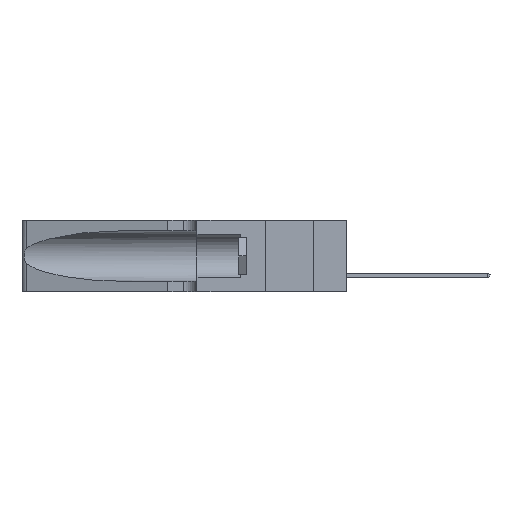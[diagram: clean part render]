
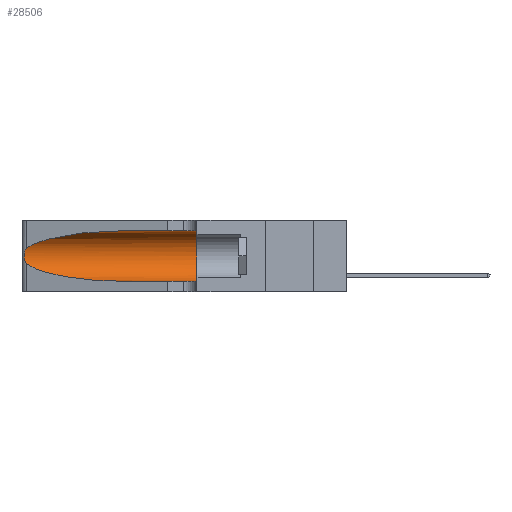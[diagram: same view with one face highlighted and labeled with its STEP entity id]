
A CAD part, left-side view. The second image highlights one B-rep face of the part: STEP entity #28506.
In plain terms, the highlighted cylindrical face has radius 3.308 mm (diameter 6.617 mm), a partial arc.
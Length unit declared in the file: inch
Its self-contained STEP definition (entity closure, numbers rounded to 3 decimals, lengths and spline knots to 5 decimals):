
#35 = CARTESIAN_POINT ( 'NONE',  ( 0.26075, 1.23896, 0.178 ) ) ;
#151 = CARTESIAN_POINT ( 'NONE',  ( 0.25789, 1.23486, 0.15765 ) ) ;
#498 = EDGE_CURVE ( 'NONE', #40342, #13692, #587, .T. ) ;
#587 = LINE ( 'NONE', #12685, #14423 ) ;
#666 = AXIS2_PLACEMENT_3D ( 'NONE', #33363, #4748, #14290 ) ;
#747 = ORIENTED_EDGE ( 'NONE', *, *, #35640, .T. ) ;
#1579 = CARTESIAN_POINT ( 'NONE',  ( 0.1305, 0.35, 0.185 ) ) ;
#2336 =( BOUNDED_CURVE ( )  B_SPLINE_CURVE ( 3, ( #3899, #4306, #26538, #29706 ),
 .UNSPECIFIED., .F., .F. ) 
 B_SPLINE_CURVE_WITH_KNOTS ( ( 4, 4 ),
 ( 1.5708, 2.84003 ),
 .UNSPECIFIED. ) 
 CURVE ( )  GEOMETRIC_REPRESENTATION_ITEM ( )  RATIONAL_B_SPLINE_CURVE ( ( 1., 0.87, 0.87, 1. ) ) 
 REPRESENTATION_ITEM ( '' )  );
#3337 = CARTESIAN_POINT ( 'NONE',  ( 0.25787, 1.23484, 0.2124 ) ) ;
#3463 = CARTESIAN_POINT ( 'NONE',  ( 0.25639, 1.23186, 0.15144 ) ) ;
#3899 = CARTESIAN_POINT ( 'NONE',  ( 0.1305, 0.72297, 0.31525 ) ) ;
#4062 =( BOUNDED_CURVE ( )  B_SPLINE_CURVE ( 3, ( #15391, #24697, #40411, #6251 ),
 .UNSPECIFIED., .F., .T. ) 
 B_SPLINE_CURVE_WITH_KNOTS ( ( 4, 4 ),
 ( 3.44316, 4.71239 ),
 .UNSPECIFIED. ) 
 CURVE ( )  GEOMETRIC_REPRESENTATION_ITEM ( )  RATIONAL_B_SPLINE_CURVE ( ( 1., 0.87, 0.87, 1. ) ) 
 REPRESENTATION_ITEM ( '' )  );
#4306 = CARTESIAN_POINT ( 'NONE',  ( 0.18966, 0.96281, 0.31525 ) ) ;
#4748 = DIRECTION ( 'NONE',  ( 0., -1., 0. ) ) ;
#5124 = CARTESIAN_POINT ( 'NONE',  ( 0.1305, 0.35, 0.31525 ) ) ;
#6251 = CARTESIAN_POINT ( 'NONE',  ( 0.1305, 0.72297, 0.05475 ) ) ;
#6277 = CARTESIAN_POINT ( 'NONE',  ( 0.25639, 1.23184, 0.21858 ) ) ;
#6399 = CARTESIAN_POINT ( 'NONE',  ( 0.26018, 1.23835, 0.19895 ) ) ;
#7736 = EDGE_CURVE ( 'NONE', #20047, #13692, #9670, .T. ) ;
#8973 = B_SPLINE_CURVE_WITH_KNOTS ( 'NONE', 3,
 ( #25407, #38036, #6277, #3337, #19277, #6399, #25143, #35, #15686, #31927, #151, #3463, #31794, #28478 ),
 .UNSPECIFIED., .F., .F.,
 ( 4, 2, 2, 2, 2, 2, 4 ),
 ( 0., 0.00027, 0.00053, 0.00107, 0.0016, 0.00187, 0.00214 ),
 .UNSPECIFIED. ) ;
#9141 = DIRECTION ( 'NONE',  ( 0., -1., 0. ) ) ;
#9670 = CIRCLE ( 'NONE', #30667, 0.13025 ) ;
#9816 = CARTESIAN_POINT ( 'NONE',  ( 0.25487, 1.22718, 0.22369 ) ) ;
#9818 = FACE_OUTER_BOUND ( 'NONE', #15174, .T. ) ;
#12032 = CARTESIAN_POINT ( 'NONE',  ( 0.25487, 1.22718, 0.14631 ) ) ;
#12685 = CARTESIAN_POINT ( 'NONE',  ( 0.1305, 1.61858, 0.05475 ) ) ;
#13692 = VERTEX_POINT ( 'NONE', #28241 ) ;
#14290 = DIRECTION ( 'NONE',  ( 0., 0., -1. ) ) ;
#14423 = VECTOR ( 'NONE', #9141, 39.37008 ) ;
#15174 = EDGE_LOOP ( 'NONE', ( #39380, #21844, #747, #36069, #30432, #36421 ) ) ;
#15391 = CARTESIAN_POINT ( 'NONE',  ( 0.25487, 1.22718, 0.14631 ) ) ;
#15686 = CARTESIAN_POINT ( 'NONE',  ( 0.26017, 1.23833, 0.17102 ) ) ;
#18771 = DIRECTION ( 'NONE',  ( 0., 1., 0. ) ) ;
#19176 = LINE ( 'NONE', #22272, #27646 ) ;
#19277 = CARTESIAN_POINT ( 'NONE',  ( 0.25854, 1.2359, 0.20912 ) ) ;
#20047 = VERTEX_POINT ( 'NONE', #5124 ) ;
#21844 = ORIENTED_EDGE ( 'NONE', *, *, #38509, .T. ) ;
#22143 = DIRECTION ( 'NONE',  ( 0., -1., 0. ) ) ;
#22247 = VERTEX_POINT ( 'NONE', #36232 ) ;
#22272 = CARTESIAN_POINT ( 'NONE',  ( 0.1305, 1.61858, 0.31525 ) ) ;
#22372 = DIRECTION ( 'NONE',  ( 0., 0., 1. ) ) ;
#24697 = CARTESIAN_POINT ( 'NONE',  ( 0.2373, 1.15595, 0.08982 ) ) ;
#24749 = CYLINDRICAL_SURFACE ( 'NONE', #666, 0.13025 ) ;
#25143 = CARTESIAN_POINT ( 'NONE',  ( 0.26075, 1.23896, 0.19203 ) ) ;
#25407 = CARTESIAN_POINT ( 'NONE',  ( 0.25487, 1.22718, 0.22369 ) ) ;
#26538 = CARTESIAN_POINT ( 'NONE',  ( 0.2373, 1.15595, 0.28018 ) ) ;
#27359 = CARTESIAN_POINT ( 'NONE',  ( 0.1305, 0.72297, 0.05475 ) ) ;
#27646 = VECTOR ( 'NONE', #22143, 39.37008 ) ;
#28241 = CARTESIAN_POINT ( 'NONE',  ( 0.1305, 0.35, 0.05475 ) ) ;
#28478 = CARTESIAN_POINT ( 'NONE',  ( 0.25487, 1.22718, 0.14631 ) ) ;
#28506 = ADVANCED_FACE ( 'NONE', ( #9818 ), #24749, .F. ) ;
#29257 = VERTEX_POINT ( 'NONE', #9816 ) ;
#29706 = CARTESIAN_POINT ( 'NONE',  ( 0.25487, 1.22718, 0.22369 ) ) ;
#30432 = ORIENTED_EDGE ( 'NONE', *, *, #7736, .F. ) ;
#30667 = AXIS2_PLACEMENT_3D ( 'NONE', #1579, #18771, #22372 ) ;
#31794 = CARTESIAN_POINT ( 'NONE',  ( 0.25555, 1.22993, 0.14849 ) ) ;
#31927 = CARTESIAN_POINT ( 'NONE',  ( 0.25856, 1.23593, 0.16098 ) ) ;
#33363 = CARTESIAN_POINT ( 'NONE',  ( 0.1305, 1.61858, 0.185 ) ) ;
#33697 = VERTEX_POINT ( 'NONE', #12032 ) ;
#34422 = EDGE_CURVE ( 'NONE', #22247, #20047, #19176, .T. ) ;
#34731 = EDGE_CURVE ( 'NONE', #22247, #29257, #2336, .T. ) ;
#35640 = EDGE_CURVE ( 'NONE', #33697, #40342, #4062, .T. ) ;
#36069 = ORIENTED_EDGE ( 'NONE', *, *, #498, .T. ) ;
#36232 = CARTESIAN_POINT ( 'NONE',  ( 0.1305, 0.72297, 0.31525 ) ) ;
#36421 = ORIENTED_EDGE ( 'NONE', *, *, #34422, .F. ) ;
#38036 = CARTESIAN_POINT ( 'NONE',  ( 0.25555, 1.22994, 0.2215 ) ) ;
#38509 = EDGE_CURVE ( 'NONE', #29257, #33697, #8973, .T. ) ;
#39380 = ORIENTED_EDGE ( 'NONE', *, *, #34731, .T. ) ;
#40342 = VERTEX_POINT ( 'NONE', #27359 ) ;
#40411 = CARTESIAN_POINT ( 'NONE',  ( 0.18966, 0.96281, 0.05475 ) ) ;
